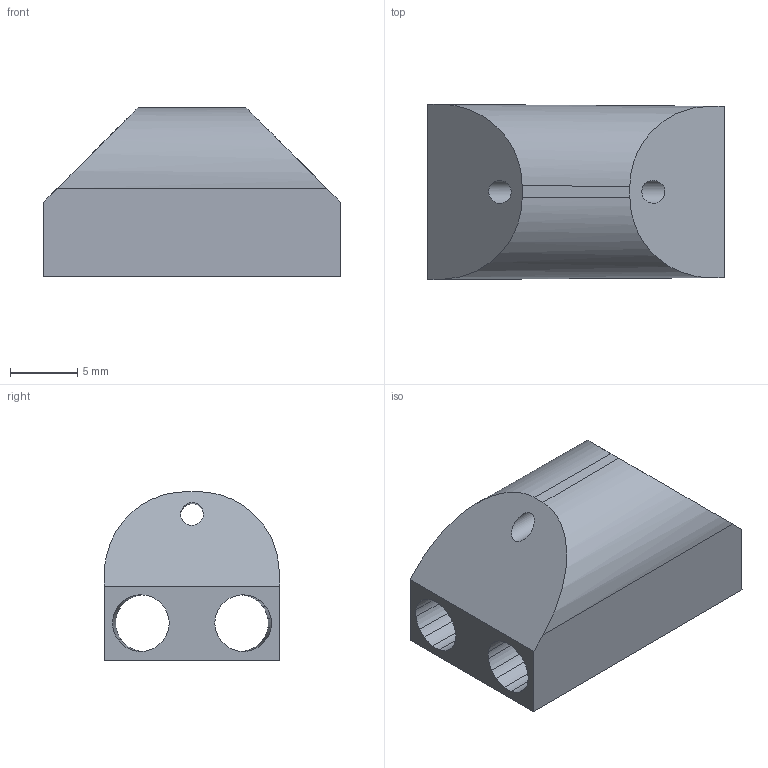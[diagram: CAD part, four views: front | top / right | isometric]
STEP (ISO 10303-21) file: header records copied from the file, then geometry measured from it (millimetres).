
FILE_DESCRIPTION(/* description */ (''),/* implementation_level */ '2;1');
FILE_NAME(/* name */ 'p3 v1.step',/* time_stamp */ '2024-07-28T17:07:46+05:30',/* author */ (''),/* organization */ (''),/* preprocessor_version */ 'ST-DEVELOPER v20',/* originating_system */ 'Autodesk Translation Framework v13.14.0.145',/* authorisation */ '');
FILE_SCHEMA (('AUTOMOTIVE_DESIGN { 1 0 10303 214 3 1 1 }'));
Length unit declared in the file: millimetre
Products named in the file (2): p3; p3-nd-cmp
Assembly tree (1 placements, depth 2):
  p3
    p3-nd-cmp
Bounding box: 22 x 13 x 12.5 mm (x, y, z)
Volume: 2105 mm3; surface area: 1738.1 mm2
Topology: 1 solids, 1 shells, 43 faces, 123 edges, 82 vertices
Faces by surface type: cylinder 35, plane 8
Full cylindrical faces by diameter (mm): 1.7 x1
Entity records: 1512 total; most frequent: DIRECTION 285, CARTESIAN_POINT 251, ORIENTED_EDGE 246, EDGE_CURVE 123, AXIS2_PLACEMENT_3D 116, VERTEX_POINT 82, ELLIPSE 70, LINE 53
